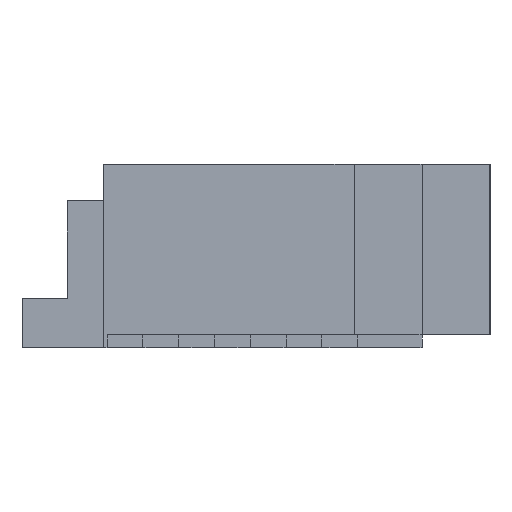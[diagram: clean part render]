
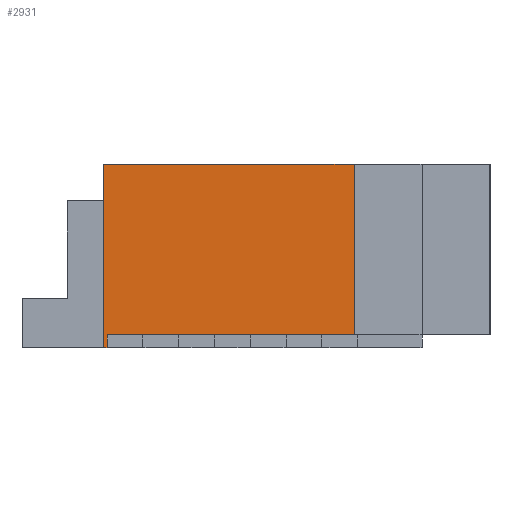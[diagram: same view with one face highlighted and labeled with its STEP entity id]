
A CAD part, left-side view. The second image highlights one B-rep face of the part: STEP entity #2931.
In plain terms, the highlighted planar face has unit normal (-1, 0, 0).
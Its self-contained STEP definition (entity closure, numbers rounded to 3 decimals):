
#608 = VERTEX_POINT('',#609);
#609 = CARTESIAN_POINT('',(-14.935,0.8,2.56));
#615 = EDGE_CURVE('',#608,#616,#618,.T.);
#616 = VERTEX_POINT('',#617);
#617 = CARTESIAN_POINT('',(-14.935,-2.7,2.56));
#618 = LINE('',#619,#620);
#619 = CARTESIAN_POINT('',(-14.935,0.8,2.56));
#620 = VECTOR('',#621,1.);
#621 = DIRECTION('',(0.,-1.,0.));
#2537 = EDGE_CURVE('',#2538,#608,#2540,.T.);
#2538 = VERTEX_POINT('',#2539);
#2539 = CARTESIAN_POINT('',(-14.935,0.8,0.));
#2540 = LINE('',#2541,#2542);
#2541 = CARTESIAN_POINT('',(-14.935,0.8,0.));
#2542 = VECTOR('',#2543,1.);
#2543 = DIRECTION('',(0.,0.,1.));
#2931 = ADVANCED_FACE('',(#2932),#2966,.F.);
#2932 = FACE_BOUND('',#2933,.F.);
#2933 = EDGE_LOOP('',(#2934,#2942,#2943,#2944,#2952,#2960));
#2934 = ORIENTED_EDGE('',*,*,#2935,.F.);
#2935 = EDGE_CURVE('',#2538,#2936,#2938,.T.);
#2936 = VERTEX_POINT('',#2937);
#2937 = CARTESIAN_POINT('',(-14.935,0.75,0.));
#2938 = LINE('',#2939,#2940);
#2939 = CARTESIAN_POINT('',(-14.935,0.8,0.));
#2940 = VECTOR('',#2941,1.);
#2941 = DIRECTION('',(0.,-1.,0.));
#2942 = ORIENTED_EDGE('',*,*,#2537,.T.);
#2943 = ORIENTED_EDGE('',*,*,#615,.T.);
#2944 = ORIENTED_EDGE('',*,*,#2945,.F.);
#2945 = EDGE_CURVE('',#2946,#616,#2948,.T.);
#2946 = VERTEX_POINT('',#2947);
#2947 = CARTESIAN_POINT('',(-14.935,-2.7,0.18));
#2948 = LINE('',#2949,#2950);
#2949 = CARTESIAN_POINT('',(-14.935,-2.7,0.));
#2950 = VECTOR('',#2951,1.);
#2951 = DIRECTION('',(0.,0.,1.));
#2952 = ORIENTED_EDGE('',*,*,#2953,.F.);
#2953 = EDGE_CURVE('',#2954,#2946,#2956,.T.);
#2954 = VERTEX_POINT('',#2955);
#2955 = CARTESIAN_POINT('',(-14.935,0.75,0.18));
#2956 = LINE('',#2957,#2958);
#2957 = CARTESIAN_POINT('',(-14.935,-0.1,0.18));
#2958 = VECTOR('',#2959,1.);
#2959 = DIRECTION('',(0.,-1.,0.));
#2960 = ORIENTED_EDGE('',*,*,#2961,.T.);
#2961 = EDGE_CURVE('',#2954,#2936,#2962,.T.);
#2962 = LINE('',#2963,#2964);
#2963 = CARTESIAN_POINT('',(-14.935,0.75,0.));
#2964 = VECTOR('',#2965,1.);
#2965 = DIRECTION('',(-0.,0.,-1.));
#2966 = PLANE('',#2967);
#2967 = AXIS2_PLACEMENT_3D('',#2968,#2969,#2970);
#2968 = CARTESIAN_POINT('',(-14.935,0.8,0.));
#2969 = DIRECTION('',(1.,0.,0.));
#2970 = DIRECTION('',(0.,-1.,0.));
